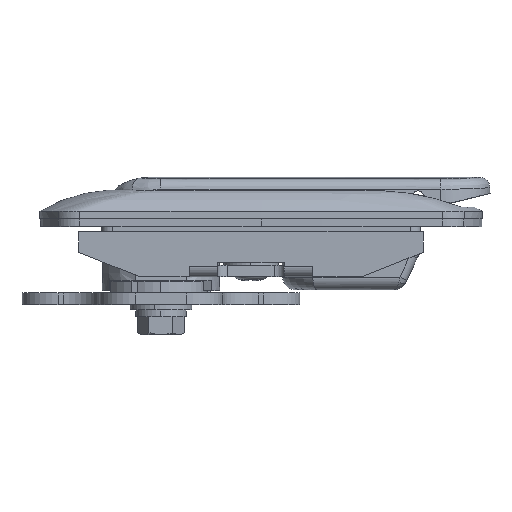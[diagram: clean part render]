
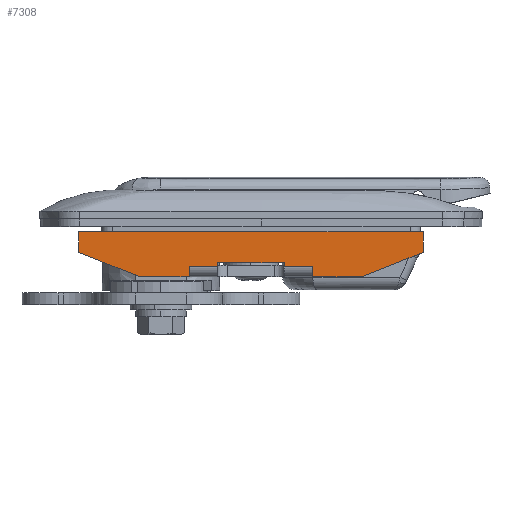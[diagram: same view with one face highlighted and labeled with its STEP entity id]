
A CAD part, left-side view. The second image highlights one B-rep face of the part: STEP entity #7308.
In plain terms, the highlighted face is planar.
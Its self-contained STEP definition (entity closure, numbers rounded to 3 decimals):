
#206 = VERTEX_POINT ( 'NONE', #1939 ) ;
#342 = VECTOR ( 'NONE', #12014, 1000. ) ;
#436 = CARTESIAN_POINT ( 'NONE',  ( 14.3, 33.5, -2. ) ) ;
#514 = VERTEX_POINT ( 'NONE', #5664 ) ;
#638 = EDGE_CURVE ( 'NONE', #206, #514, #1487, .T. ) ;
#705 = VECTOR ( 'NONE', #6871, 1000. ) ;
#739 = EDGE_CURVE ( 'NONE', #4814, #7558, #11658, .T. ) ;
#765 = VECTOR ( 'NONE', #3201, 1000. ) ;
#901 = LINE ( 'NONE', #3266, #765 ) ;
#949 = PLANE ( 'NONE',  #13522 ) ;
#1335 = CARTESIAN_POINT ( 'NONE',  ( 14.3, -21.5, 0. ) ) ;
#1487 = LINE ( 'NONE', #436, #2328 ) ;
#1642 = EDGE_CURVE ( 'NONE', #9091, #6012, #5200, .T. ) ;
#1664 = LINE ( 'NONE', #10460, #8004 ) ;
#1711 = CARTESIAN_POINT ( 'NONE',  ( 14.3, 6.5, -2.8 ) ) ;
#1819 = ORIENTED_EDGE ( 'NONE', *, *, #7038, .T. ) ;
#1890 = VECTOR ( 'NONE', #7207, 1000. ) ;
#1905 = DIRECTION ( 'NONE',  ( -1., 0., 0. ) ) ;
#1939 = CARTESIAN_POINT ( 'NONE',  ( 14.3, -6.5, -2. ) ) ;
#2056 = ORIENTED_EDGE ( 'NONE', *, *, #6533, .F. ) ;
#2202 = CARTESIAN_POINT ( 'NONE',  ( 14.3, 33.5, -8.8 ) ) ;
#2228 = VECTOR ( 'NONE', #9654, 1000. ) ;
#2328 = VECTOR ( 'NONE', #4979, 1000. ) ;
#2349 = VERTEX_POINT ( 'NONE', #13871 ) ;
#2450 = DIRECTION ( 'NONE',  ( 0., 0., -1. ) ) ;
#2497 = ORIENTED_EDGE ( 'NONE', *, *, #638, .T. ) ;
#2875 = ORIENTED_EDGE ( 'NONE', *, *, #6013, .T. ) ;
#3201 = DIRECTION ( 'NONE',  ( 0., -1., 0. ) ) ;
#3233 = DIRECTION ( 'NONE',  ( 0., -1., 0. ) ) ;
#3266 = CARTESIAN_POINT ( 'NONE',  ( 14.3, 33.5, -2. ) ) ;
#3682 = ORIENTED_EDGE ( 'NONE', *, *, #10593, .F. ) ;
#4193 = VECTOR ( 'NONE', #12543, 1000. ) ;
#4239 = EDGE_CURVE ( 'NONE', #8422, #9989, #11547, .T. ) ;
#4327 = CARTESIAN_POINT ( 'NONE',  ( 14.3, 33.5, -8.8 ) ) ;
#4651 = VERTEX_POINT ( 'NONE', #8470 ) ;
#4704 = LINE ( 'NONE', #10011, #12801 ) ;
#4767 = CARTESIAN_POINT ( 'NONE',  ( 14.3, -6.5, -2.8 ) ) ;
#4814 = VERTEX_POINT ( 'NONE', #4891 ) ;
#4869 = ORIENTED_EDGE ( 'NONE', *, *, #14032, .F. ) ;
#4891 = CARTESIAN_POINT ( 'NONE',  ( 14.3, 33.5, -4.8 ) ) ;
#4979 = DIRECTION ( 'NONE',  ( 0., -1., 0. ) ) ;
#5111 = DIRECTION ( 'NONE',  ( 0., -0.928, 0.371 ) ) ;
#5128 = CARTESIAN_POINT ( 'NONE',  ( 14.3, 33.5, -8.8 ) ) ;
#5200 = LINE ( 'NONE', #14160, #13293 ) ;
#5411 = LINE ( 'NONE', #7583, #342 ) ;
#5664 = CARTESIAN_POINT ( 'NONE',  ( 14.3, -12., -2. ) ) ;
#5826 = ORIENTED_EDGE ( 'NONE', *, *, #14415, .F. ) ;
#6012 = VERTEX_POINT ( 'NONE', #13433 ) ;
#6013 = EDGE_CURVE ( 'NONE', #4651, #11810, #7889, .T. ) ;
#6034 = ORIENTED_EDGE ( 'NONE', *, *, #8400, .T. ) ;
#6219 = ORIENTED_EDGE ( 'NONE', *, *, #1642, .T. ) ;
#6533 = EDGE_CURVE ( 'NONE', #8915, #514, #1664, .T. ) ;
#6762 = CARTESIAN_POINT ( 'NONE',  ( 14.3, 12., 0. ) ) ;
#6871 = DIRECTION ( 'NONE',  ( 0., 0., 1. ) ) ;
#7038 = EDGE_CURVE ( 'NONE', #13197, #206, #10211, .T. ) ;
#7157 = EDGE_CURVE ( 'NONE', #4651, #8915, #13867, .T. ) ;
#7207 = DIRECTION ( 'NONE',  ( 0., 1., 0. ) ) ;
#7308 = ADVANCED_FACE ( 'NONE', ( #12173 ), #949, .F. ) ;
#7553 = EDGE_LOOP ( 'NONE', ( #9557, #5826, #6219, #14163, #13120, #4869, #1819, #2497, #2056, #10242, #2875, #6034, #3682, #10841 ) ) ;
#7558 = VERTEX_POINT ( 'NONE', #11301 ) ;
#7583 = CARTESIAN_POINT ( 'NONE',  ( 14.3, 12., 0. ) ) ;
#7824 = CARTESIAN_POINT ( 'NONE',  ( 14.3, -33.5, -4.8 ) ) ;
#7889 = LINE ( 'NONE', #1335, #9744 ) ;
#8004 = VECTOR ( 'NONE', #12519, 1000. ) ;
#8104 = CARTESIAN_POINT ( 'NONE',  ( 14.3, 6.5, -2.8 ) ) ;
#8128 = DIRECTION ( 'NONE',  ( 0., 0., 1. ) ) ;
#8400 = EDGE_CURVE ( 'NONE', #11810, #2349, #4704, .T. ) ;
#8422 = VERTEX_POINT ( 'NONE', #8104 ) ;
#8470 = CARTESIAN_POINT ( 'NONE',  ( 14.3, -21.5, 0. ) ) ;
#8545 = VERTEX_POINT ( 'NONE', #10425 ) ;
#8697 = DIRECTION ( 'NONE',  ( 0., 0., -1. ) ) ;
#8915 = VERTEX_POINT ( 'NONE', #11932 ) ;
#9091 = VERTEX_POINT ( 'NONE', #6762 ) ;
#9130 = DIRECTION ( 'NONE',  ( 0., -0.928, -0.371 ) ) ;
#9557 = ORIENTED_EDGE ( 'NONE', *, *, #13412, .T. ) ;
#9654 = DIRECTION ( 'NONE',  ( 0., 1., 0. ) ) ;
#9744 = VECTOR ( 'NONE', #9130, 1000. ) ;
#9907 = CARTESIAN_POINT ( 'NONE',  ( 14.3, -6.5, -2.8 ) ) ;
#9989 = VERTEX_POINT ( 'NONE', #14152 ) ;
#10011 = CARTESIAN_POINT ( 'NONE',  ( 14.3, -33.5, -8.8 ) ) ;
#10211 = LINE ( 'NONE', #4767, #705 ) ;
#10242 = ORIENTED_EDGE ( 'NONE', *, *, #7157, .F. ) ;
#10425 = CARTESIAN_POINT ( 'NONE',  ( 14.3, 21.5, 0. ) ) ;
#10460 = CARTESIAN_POINT ( 'NONE',  ( 14.3, -12., 0. ) ) ;
#10593 = EDGE_CURVE ( 'NONE', #7558, #2349, #11132, .T. ) ;
#10841 = ORIENTED_EDGE ( 'NONE', *, *, #739, .F. ) ;
#11132 = LINE ( 'NONE', #2202, #14254 ) ;
#11258 = EDGE_CURVE ( 'NONE', #6012, #9989, #901, .T. ) ;
#11301 = CARTESIAN_POINT ( 'NONE',  ( 14.3, 33.5, -8.8 ) ) ;
#11547 = LINE ( 'NONE', #12793, #14046 ) ;
#11658 = LINE ( 'NONE', #5128, #4193 ) ;
#11810 = VERTEX_POINT ( 'NONE', #7824 ) ;
#11932 = CARTESIAN_POINT ( 'NONE',  ( 14.3, -12., 0. ) ) ;
#11949 = VECTOR ( 'NONE', #5111, 1000. ) ;
#12014 = DIRECTION ( 'NONE',  ( 0., 1., 0. ) ) ;
#12173 = FACE_OUTER_BOUND ( 'NONE', #7553, .T. ) ;
#12519 = DIRECTION ( 'NONE',  ( 0., 0., -1. ) ) ;
#12543 = DIRECTION ( 'NONE',  ( 0., 0., -1. ) ) ;
#12753 = CARTESIAN_POINT ( 'NONE',  ( 14.3, -33.5, 0. ) ) ;
#12793 = CARTESIAN_POINT ( 'NONE',  ( 14.3, 6.5, -2.8 ) ) ;
#12801 = VECTOR ( 'NONE', #2450, 1000. ) ;
#12979 = CARTESIAN_POINT ( 'NONE',  ( 14.3, 21.5, 0. ) ) ;
#13120 = ORIENTED_EDGE ( 'NONE', *, *, #4239, .F. ) ;
#13197 = VERTEX_POINT ( 'NONE', #9907 ) ;
#13293 = VECTOR ( 'NONE', #8697, 1000. ) ;
#13412 = EDGE_CURVE ( 'NONE', #4814, #8545, #14076, .T. ) ;
#13433 = CARTESIAN_POINT ( 'NONE',  ( 14.3, 12., -2. ) ) ;
#13522 = AXIS2_PLACEMENT_3D ( 'NONE', #4327, #1905, #14159 ) ;
#13867 = LINE ( 'NONE', #12753, #1890 ) ;
#13871 = CARTESIAN_POINT ( 'NONE',  ( 14.3, -33.5, -8.8 ) ) ;
#14032 = EDGE_CURVE ( 'NONE', #13197, #8422, #14037, .T. ) ;
#14037 = LINE ( 'NONE', #1711, #2228 ) ;
#14046 = VECTOR ( 'NONE', #8128, 1000. ) ;
#14076 = LINE ( 'NONE', #12979, #11949 ) ;
#14152 = CARTESIAN_POINT ( 'NONE',  ( 14.3, 6.5, -2. ) ) ;
#14159 = DIRECTION ( 'NONE',  ( 0., 0., 1. ) ) ;
#14160 = CARTESIAN_POINT ( 'NONE',  ( 14.3, 12., 0. ) ) ;
#14163 = ORIENTED_EDGE ( 'NONE', *, *, #11258, .T. ) ;
#14254 = VECTOR ( 'NONE', #3233, 1000. ) ;
#14415 = EDGE_CURVE ( 'NONE', #9091, #8545, #5411, .T. ) ;
